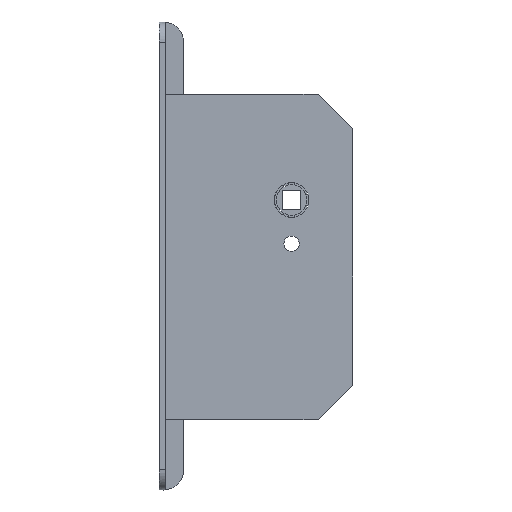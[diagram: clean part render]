
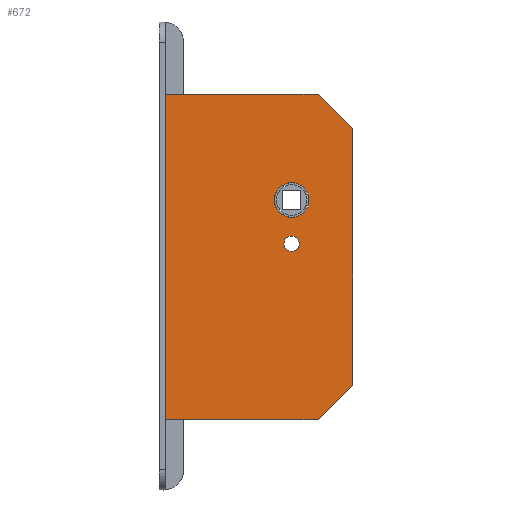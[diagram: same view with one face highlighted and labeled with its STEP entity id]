
A CAD part, top view. The second image highlights one B-rep face of the part: STEP entity #672.
In plain terms, the highlighted planar face has unit normal (0, 0, 1).
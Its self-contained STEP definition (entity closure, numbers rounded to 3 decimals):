
#74 = DIRECTION ( 'NONE',  ( 1., 0., 0. ) ) ;
#143 = DIRECTION ( 'NONE',  ( 0., 0., 1. ) ) ;
#199 = ORIENTED_EDGE ( 'NONE', *, *, #491, .T. ) ;
#267 = EDGE_CURVE ( 'NONE', #1204, #650, #1699, .T. ) ;
#278 = FACE_BOUND ( 'NONE', #4235, .T. ) ;
#454 = DIRECTION ( 'NONE',  ( 0., 1., 0. ) ) ;
#491 = EDGE_CURVE ( 'NONE', #3441, #3188, #3492, .T. ) ;
#608 = CARTESIAN_POINT ( 'NONE',  ( 0., 0., 7.75 ) ) ;
#620 = ORIENTED_EDGE ( 'NONE', *, *, #267, .T. ) ;
#650 = VERTEX_POINT ( 'NONE', #1552 ) ;
#672 = ADVANCED_FACE ( 'NONE', ( #278, #4461, #5771 ), #5286, .T. ) ;
#726 = CARTESIAN_POINT ( 'NONE',  ( -3.75, -21.5, 7.75 ) ) ;
#998 = DIRECTION ( 'NONE',  ( 1., 0., 0. ) ) ;
#1034 = DIRECTION ( 'NONE',  ( 1., 0., 0. ) ) ;
#1112 = ORIENTED_EDGE ( 'NONE', *, *, #5741, .T. ) ;
#1136 = CARTESIAN_POINT ( 'NONE',  ( 0., 0., 7.75 ) ) ;
#1153 = CARTESIAN_POINT ( 'NONE',  ( 13., 52., 7.75 ) ) ;
#1204 = VERTEX_POINT ( 'NONE', #5683 ) ;
#1292 = VECTOR ( 'NONE', #3493, 1000. ) ;
#1299 = LINE ( 'NONE', #4160, #5915 ) ;
#1379 = VERTEX_POINT ( 'NONE', #5440 ) ;
#1437 = LINE ( 'NONE', #4253, #5473 ) ;
#1552 = CARTESIAN_POINT ( 'NONE',  ( 30., -91., 7.75 ) ) ;
#1647 = CARTESIAN_POINT ( 'NONE',  ( -62., 52., 7.75 ) ) ;
#1699 = LINE ( 'NONE', #5853, #5059 ) ;
#1817 = DIRECTION ( 'NONE',  ( 0., 0., 1. ) ) ;
#1983 = VERTEX_POINT ( 'NONE', #3764 ) ;
#2005 = DIRECTION ( 'NONE',  ( 0., 0., 1. ) ) ;
#2006 = EDGE_CURVE ( 'NONE', #1983, #1379, #2944, .T. ) ;
#2022 = ORIENTED_EDGE ( 'NONE', *, *, #4853, .T. ) ;
#2154 = DIRECTION ( 'NONE',  ( 1., 0., 0. ) ) ;
#2269 = DIRECTION ( 'NONE',  ( 0., -1., 0. ) ) ;
#2307 = EDGE_LOOP ( 'NONE', ( #199, #1112, #3451, #620, #2441, #2022 ) ) ;
#2312 = CARTESIAN_POINT ( 'NONE',  ( -62., -108., 7.75 ) ) ;
#2441 = ORIENTED_EDGE ( 'NONE', *, *, #2707, .T. ) ;
#2451 = LINE ( 'NONE', #5820, #1292 ) ;
#2455 = CIRCLE ( 'NONE', #5879, 3.75 ) ;
#2505 = VECTOR ( 'NONE', #5270, 1000. ) ;
#2678 = EDGE_LOOP ( 'NONE', ( #4438, #5435 ) ) ;
#2704 = VERTEX_POINT ( 'NONE', #2312 ) ;
#2707 = EDGE_CURVE ( 'NONE', #650, #4038, #2823, .T. ) ;
#2823 = LINE ( 'NONE', #4178, #5135 ) ;
#2871 = CARTESIAN_POINT ( 'NONE',  ( 13., 52., 7.75 ) ) ;
#2944 = CIRCLE ( 'NONE', #3436, 8.5 ) ;
#3010 = AXIS2_PLACEMENT_3D ( 'NONE', #1136, #4866, #3998 ) ;
#3077 = ORIENTED_EDGE ( 'NONE', *, *, #4543, .F. ) ;
#3188 = VERTEX_POINT ( 'NONE', #1647 ) ;
#3225 = CIRCLE ( 'NONE', #4808, 8.5 ) ;
#3365 = CARTESIAN_POINT ( 'NONE',  ( 0., 0., 7.75 ) ) ;
#3436 = AXIS2_PLACEMENT_3D ( 'NONE', #3365, #143, #998 ) ;
#3441 = VERTEX_POINT ( 'NONE', #2871 ) ;
#3451 = ORIENTED_EDGE ( 'NONE', *, *, #3907, .T. ) ;
#3492 = LINE ( 'NONE', #1153, #2505 ) ;
#3493 = DIRECTION ( 'NONE',  ( -0.707, 0.707, 0. ) ) ;
#3587 = DIRECTION ( 'NONE',  ( 0.707, 0.707, 0. ) ) ;
#3625 = VERTEX_POINT ( 'NONE', #726 ) ;
#3742 = CARTESIAN_POINT ( 'NONE',  ( 0., -21.5, 7.75 ) ) ;
#3764 = CARTESIAN_POINT ( 'NONE',  ( 8.5, 0., 7.75 ) ) ;
#3907 = EDGE_CURVE ( 'NONE', #2704, #1204, #1437, .T. ) ;
#3998 = DIRECTION ( 'NONE',  ( 1., 0., 0. ) ) ;
#4038 = VERTEX_POINT ( 'NONE', #4086 ) ;
#4075 = DIRECTION ( 'NONE',  ( 0., 0., 1. ) ) ;
#4086 = CARTESIAN_POINT ( 'NONE',  ( 30., 35., 7.75 ) ) ;
#4114 = EDGE_CURVE ( 'NONE', #3625, #4760, #4591, .T. ) ;
#4160 = CARTESIAN_POINT ( 'NONE',  ( -62., 52., 7.75 ) ) ;
#4178 = CARTESIAN_POINT ( 'NONE',  ( 30., -91., 7.75 ) ) ;
#4235 = EDGE_LOOP ( 'NONE', ( #4947, #3077 ) ) ;
#4253 = CARTESIAN_POINT ( 'NONE',  ( -62., -108., 7.75 ) ) ;
#4400 = EDGE_CURVE ( 'NONE', #1379, #1983, #3225, .T. ) ;
#4438 = ORIENTED_EDGE ( 'NONE', *, *, #4400, .F. ) ;
#4461 = FACE_OUTER_BOUND ( 'NONE', #2307, .T. ) ;
#4543 = EDGE_CURVE ( 'NONE', #4760, #3625, #2455, .T. ) ;
#4591 = CIRCLE ( 'NONE', #5868, 3.75 ) ;
#4760 = VERTEX_POINT ( 'NONE', #5333 ) ;
#4808 = AXIS2_PLACEMENT_3D ( 'NONE', #608, #2005, #1034 ) ;
#4853 = EDGE_CURVE ( 'NONE', #4038, #3441, #2451, .T. ) ;
#4866 = DIRECTION ( 'NONE',  ( 0., 0., 1. ) ) ;
#4917 = CARTESIAN_POINT ( 'NONE',  ( 0., -21.5, 7.75 ) ) ;
#4947 = ORIENTED_EDGE ( 'NONE', *, *, #4114, .F. ) ;
#5059 = VECTOR ( 'NONE', #3587, 1000. ) ;
#5127 = DIRECTION ( 'NONE',  ( 1., 0., 0. ) ) ;
#5135 = VECTOR ( 'NONE', #454, 1000. ) ;
#5270 = DIRECTION ( 'NONE',  ( -1., 0., 0. ) ) ;
#5286 = PLANE ( 'NONE',  #3010 ) ;
#5333 = CARTESIAN_POINT ( 'NONE',  ( 3.75, -21.5, 7.75 ) ) ;
#5435 = ORIENTED_EDGE ( 'NONE', *, *, #2006, .F. ) ;
#5440 = CARTESIAN_POINT ( 'NONE',  ( -8.5, 0., 7.75 ) ) ;
#5473 = VECTOR ( 'NONE', #74, 1000. ) ;
#5683 = CARTESIAN_POINT ( 'NONE',  ( 13., -108., 7.75 ) ) ;
#5741 = EDGE_CURVE ( 'NONE', #3188, #2704, #1299, .T. ) ;
#5771 = FACE_BOUND ( 'NONE', #2678, .T. ) ;
#5820 = CARTESIAN_POINT ( 'NONE',  ( 30., 35., 7.75 ) ) ;
#5853 = CARTESIAN_POINT ( 'NONE',  ( 13., -108., 7.75 ) ) ;
#5868 = AXIS2_PLACEMENT_3D ( 'NONE', #3742, #1817, #5127 ) ;
#5879 = AXIS2_PLACEMENT_3D ( 'NONE', #4917, #4075, #2154 ) ;
#5915 = VECTOR ( 'NONE', #2269, 1000. ) ;
